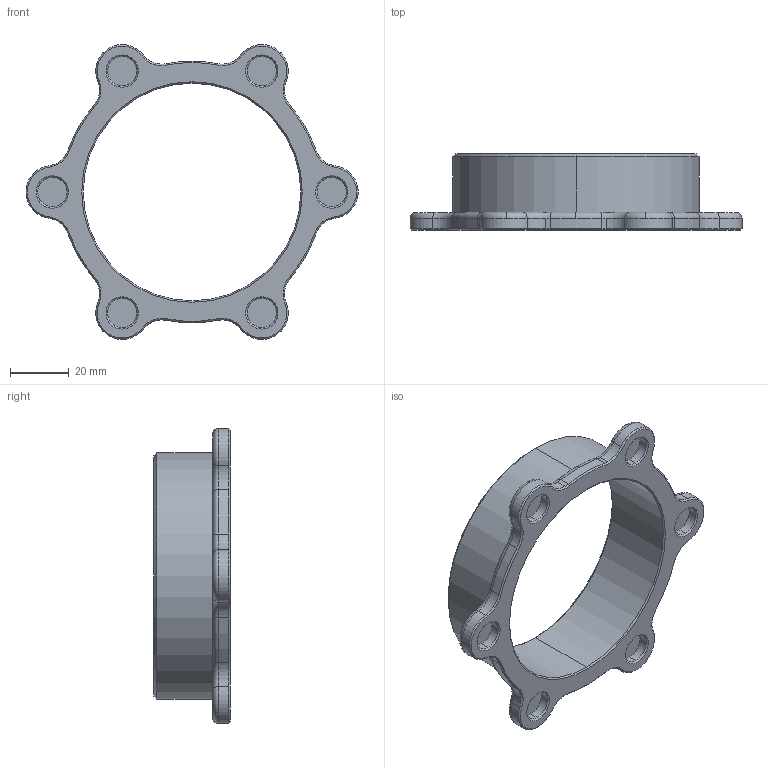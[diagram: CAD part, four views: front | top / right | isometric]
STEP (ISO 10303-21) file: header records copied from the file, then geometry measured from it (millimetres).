
FILE_DESCRIPTION (( 'STEP AP203' ), '1' );
FILE_NAME ('ACE D4 TUBE BASE REV 0.STEP', '2023-04-16T21:36:15', ( '' ), ( '' ), 'SwSTEP 2.0', 'SolidWorks 2020', '' );
FILE_SCHEMA (( 'CONFIG_CONTROL_DESIGN' ));
Length unit declared in the file: millimetre
Products named in the file (1): ACE D4 TUBE BASE REV 0
Bounding box: 112.94 x 26 x 100.27 mm (x, y, z)
Volume: 41186.7 mm3; surface area: 19575.6 mm2
Topology: 1 solids, 1 shells, 130 faces, 295 edges, 174 vertices
Faces by surface type: cone 47, cylinder 45, torus 29, plane 9
Entity records: 3759 total; most frequent: DIRECTION 760, CARTESIAN_POINT 600, ORIENTED_EDGE 590, AXIS2_PLACEMENT_3D 334, EDGE_CURVE 295, CIRCLE 203, VERTEX_POINT 174, EDGE_LOOP 139
